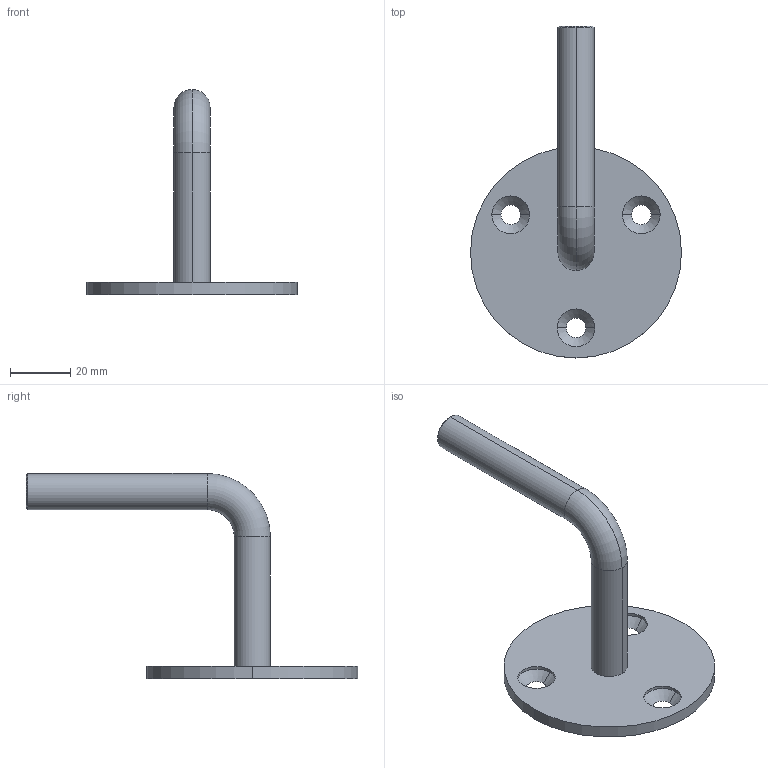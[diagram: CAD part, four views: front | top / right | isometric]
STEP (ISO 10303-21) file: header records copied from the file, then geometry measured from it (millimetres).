
FILE_DESCRIPTION (( 'STEP AP203' ), '1' );
FILE_NAME ('50300-240-3-G-62.STEP', '2020-09-01T07:15:32', ( '' ), ( '' ), 'SwSTEP 2.0', 'SolidWorks 2018', '' );
FILE_SCHEMA (( 'CONFIG_CONTROL_DESIGN' ));
Length unit declared in the file: millimetre
Products named in the file (7): 50300-240-62 Teil1_50300-240-3-G-62 Teil1; socket countersunk head screw_din_DIN 7991 - M6 x 16 --- 16S; 50300-240-62 Teil1; socket countersunk head screw_din; 50300-240-62 Teil2_50300-240-3-G-62 Teil2; 50300-240-62 Teil2; 50300-240-3-G-62
Assembly tree (3 placements, depth 2):
  50300-240-62 Teil1
  socket countersunk head screw_din
  50300-240-62 Teil2
  50300-240-3-G-62
    50300-240-62 Teil1_50300-240-3-G-62 Teil1
    50300-240-62 Teil2_50300-240-3-G-62 Teil2
    socket countersunk head screw_din_DIN 7991 - M6 x 16 --- 16S
Bounding box: 70 x 110 x 68 mm (x, y, z)
Volume: 28363.9 mm3; surface area: 14549.1 mm2
Topology: 3 solids, 3 shells, 431 faces, 1118 edges, 724 vertices
Faces by surface type: plane 165, bspline 150, cone 68, cylinder 44, torus 4
Entity records: 22562 total; most frequent: CARTESIAN_POINT 12266, ORIENTED_EDGE 2228, DIRECTION 1576, EDGE_CURVE 1114, VERTEX_POINT 724, LINE 628, VECTOR 628, EDGE_LOOP 474
